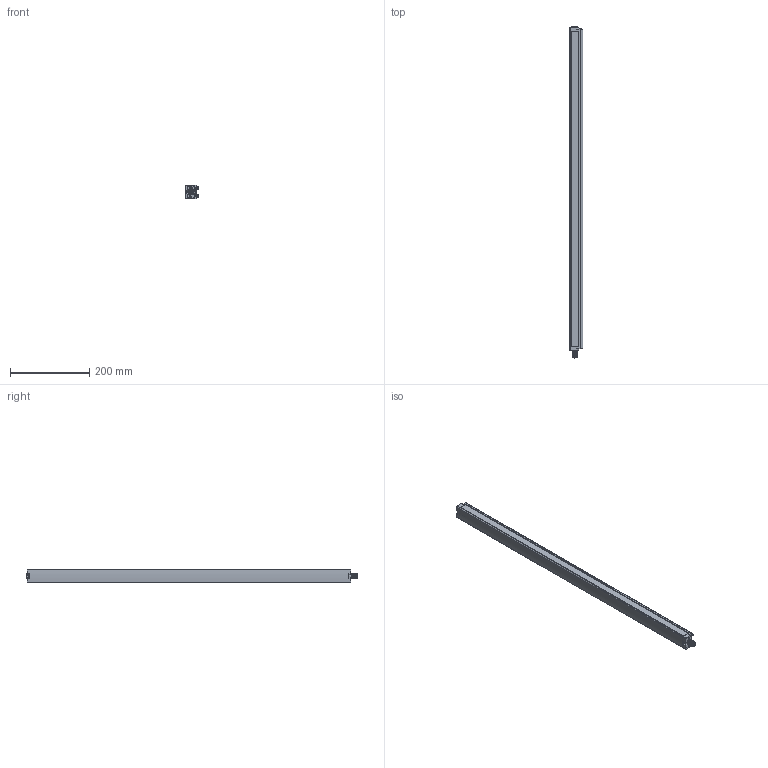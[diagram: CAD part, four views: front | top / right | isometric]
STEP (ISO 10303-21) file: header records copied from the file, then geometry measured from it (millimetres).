
FILE_DESCRIPTION((''),'2;1');
FILE_NAME('139581_SW','2008-07-16T',('banengservice'),('BANNER ENGINEERING'),'PRO/ENGINEER BY PARAMETRIC TECHNOLOGY CORPORATION, 2006170','PRO/ENGINEER BY PARAMETRIC TECHNOLOGY CORPORATION, 2006170','');
FILE_SCHEMA(('CONFIG_CONTROL_DESIGN'));
Length unit declared in the file: inch
Products named in the file (1): 139581_SW
Bounding box: 33.69 x 836.8 x 34.8 mm (x, y, z)
Volume: 359146.5 mm3; surface area: 252412.9 mm2
Topology: 1 solids, 1 shells, 783 faces, 2066 edges, 1296 vertices
Faces by surface type: cylinder 322, plane 305, bspline 88, torus 40, sphere 16, cone 12
Entity records: 32432 total; most frequent: CARTESIAN_POINT 12956, ORIENTED_EDGE 4132, DIRECTION 4091, EDGE_CURVE 2066, AXIS2_PLACEMENT_3D 1501, VERTEX_POINT 1296, VECTOR 1089, LINE 1089
